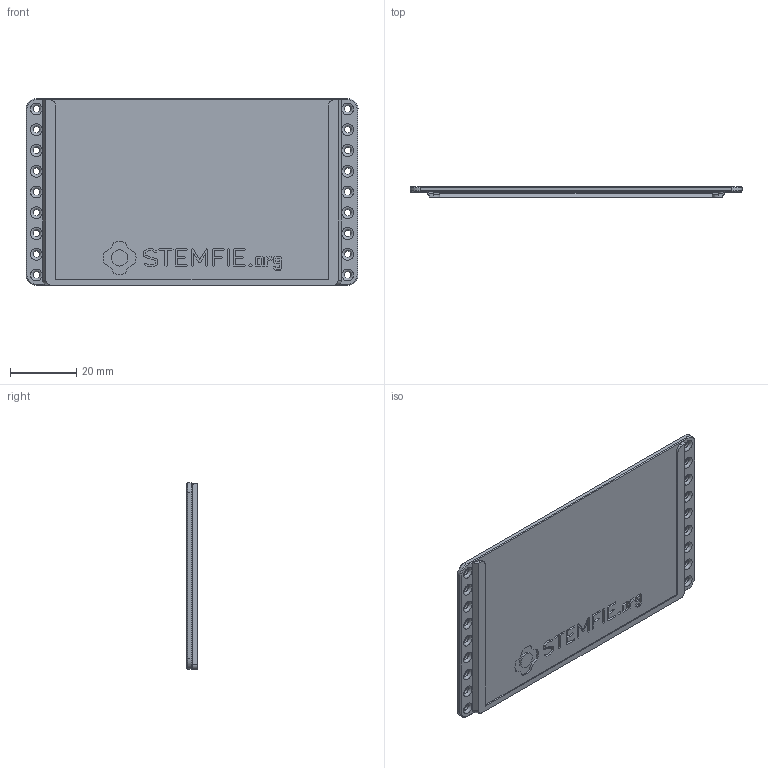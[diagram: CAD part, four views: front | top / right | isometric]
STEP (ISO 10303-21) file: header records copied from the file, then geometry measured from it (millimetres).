
FILE_DESCRIPTION(('FreeCAD Model'),'2;1');
FILE_NAME('Open CASCADE Shape Model','2024-07-08T18:40:00',(''),(''), 'Open CASCADE STEP processor 7.6','FreeCAD','Unknown');
FILE_SCHEMA(('AUTOMOTIVE_DESIGN { 1 0 10303 214 1 1 1 1 }'));
Length unit declared in the file: millimetre
Products named in the file (1): Sign Business Card HLD 85x55mm ADHM BU08.00x04.50 - SPN-SGN-0035 
(stemfie.org)
Bounding box: 100 x 3.13 x 56.25 mm (x, y, z)
Volume: 9152.9 mm3; surface area: 12899.4 mm2
Topology: 1 solids, 1 shells, 594 faces, 1646 edges, 1084 vertices
Faces by surface type: plane 336, extrusion 204, cylinder 28, torus 18, cone 8
Full cylindrical faces by diameter (mm): 2 x18
Entity records: 19114 total; most frequent: CARTESIAN_POINT 4549, ORIENTED_EDGE 3292, DIRECTION 2326, EDGE_CURVE 1646, VECTOR 1340, LINE 1136, VERTEX_POINT 1084, FACE_BOUND 660
